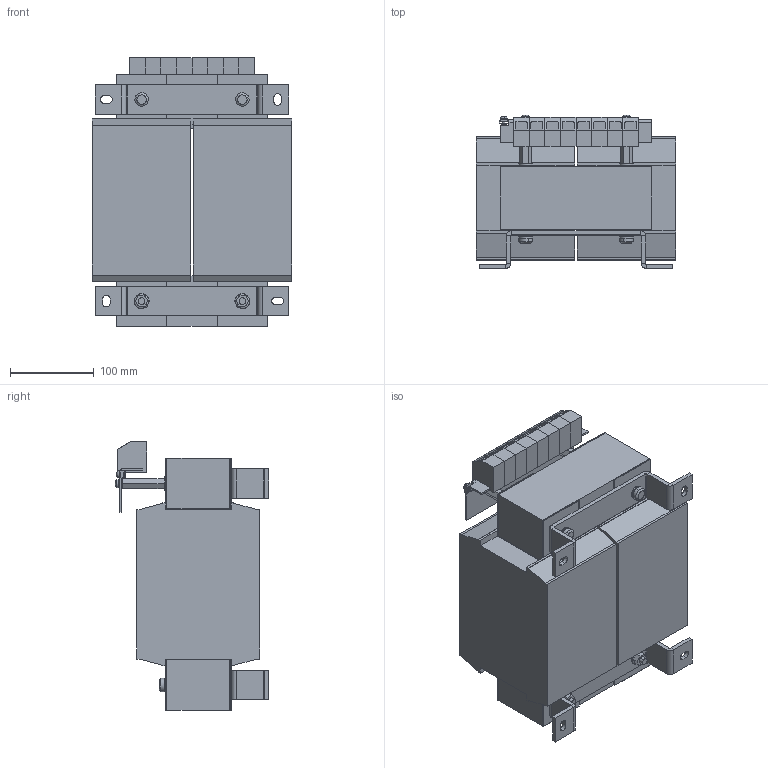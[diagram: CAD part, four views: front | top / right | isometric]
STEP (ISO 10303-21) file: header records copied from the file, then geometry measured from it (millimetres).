
FILE_DESCRIPTION (( 'STEP AP214' ), '1' );
FILE_NAME ('217100.STEP', '2020-07-01T05:56:27', ( '' ), ( '' ), 'SwSTEP 2.0', 'SolidWorks 2018', '' );
FILE_SCHEMA (( 'AUTOMOTIVE_DESIGN' ));
Length unit declared in the file: millimetre
Products named in the file (1): 217100
Bounding box: 237 x 182.9 x 319.77 mm (x, y, z)
Volume: 8249830.2 mm3; surface area: 429546.8 mm2
Topology: 1 solids, 1 shells, 588 faces, 1436 edges, 888 vertices
Faces by surface type: plane 438, cylinder 122, sphere 12, torus 10, cone 6
Entity records: 17090 total; most frequent: CARTESIAN_POINT 3149, ORIENTED_EDGE 2868, DIRECTION 2860, EDGE_CURVE 1434, VECTOR 1082, LINE 1082, AXIS2_PLACEMENT_3D 889, VERTEX_POINT 888
